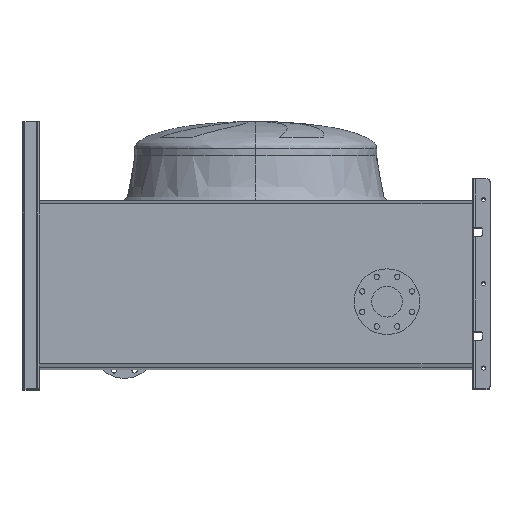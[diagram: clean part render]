
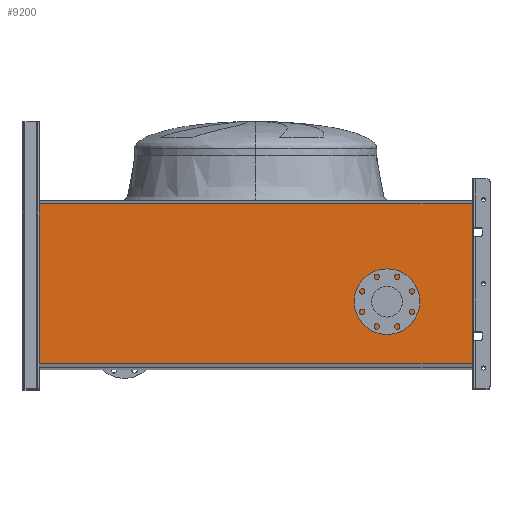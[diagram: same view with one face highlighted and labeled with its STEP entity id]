
A CAD part, top view. The second image highlights one B-rep face of the part: STEP entity #9200.
In plain terms, the highlighted planar face has unit normal (0, 0, 1).
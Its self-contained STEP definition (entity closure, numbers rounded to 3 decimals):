
#10 = FACE_OUTER_BOUND ( 'NONE', #11098, .T. ) ;
#528 = VERTEX_POINT ( 'NONE', #8479 ) ;
#705 = ORIENTED_EDGE ( 'NONE', *, *, #9898, .F. ) ;
#1101 = FACE_BOUND ( 'NONE', #3527, .T. ) ;
#1272 = CARTESIAN_POINT ( 'NONE',  ( 1334.262, 547.422, 240. ) ) ;
#1307 = VERTEX_POINT ( 'NONE', #10579 ) ;
#1420 = AXIS2_PLACEMENT_3D ( 'NONE', #4121, #3039, #10021 ) ;
#1635 = VERTEX_POINT ( 'NONE', #8775 ) ;
#2661 = ORIENTED_EDGE ( 'NONE', *, *, #9530, .T. ) ;
#3039 = DIRECTION ( 'NONE',  ( 0., 0., -1. ) ) ;
#3184 = PLANE ( 'NONE',  #10386 ) ;
#3270 = EDGE_CURVE ( 'NONE', #12274, #1635, #7590, .T. ) ;
#3527 = EDGE_LOOP ( 'NONE', ( #11338, #2661 ) ) ;
#3742 = LINE ( 'NONE', #5843, #4421 ) ;
#4121 = CARTESIAN_POINT ( 'NONE',  ( 440., 220., 240. ) ) ;
#4211 = CARTESIAN_POINT ( 'NONE',  ( 440., 274., 240. ) ) ;
#4421 = VECTOR ( 'NONE', #11441, 1000. ) ;
#4666 = DIRECTION ( 'NONE',  ( -1., 0., 0. ) ) ;
#4890 = EDGE_CURVE ( 'NONE', #1307, #6293, #7067, .T. ) ;
#5509 = DIRECTION ( 'NONE',  ( -1., 0., 0. ) ) ;
#5657 = CARTESIAN_POINT ( 'NONE',  ( 440., 220., 240. ) ) ;
#5843 = CARTESIAN_POINT ( 'NONE',  ( 1334.262, 12.578, 240. ) ) ;
#6210 = AXIS2_PLACEMENT_3D ( 'NONE', #5657, #10046, #13561 ) ;
#6293 = VERTEX_POINT ( 'NONE', #7769 ) ;
#6855 = ORIENTED_EDGE ( 'NONE', *, *, #12158, .F. ) ;
#6880 = DIRECTION ( 'NONE',  ( 0., -1., 0. ) ) ;
#7067 = LINE ( 'NONE', #9454, #12080 ) ;
#7590 = CIRCLE ( 'NONE', #6210, 54. ) ;
#7666 = DIRECTION ( 'NONE',  ( 0., 0., -1. ) ) ;
#7769 = CARTESIAN_POINT ( 'NONE',  ( -725., 12.578, 240. ) ) ;
#8228 = DIRECTION ( 'NONE',  ( 0., -1., 0. ) ) ;
#8479 = CARTESIAN_POINT ( 'NONE',  ( 725., 547.422, 240. ) ) ;
#8775 = CARTESIAN_POINT ( 'NONE',  ( 440., 166., 240. ) ) ;
#8835 = ORIENTED_EDGE ( 'NONE', *, *, #11746, .T. ) ;
#9052 = LINE ( 'NONE', #13423, #9523 ) ;
#9200 = ADVANCED_FACE ( 'NONE', ( #10, #1101 ), #3184, .F. ) ;
#9350 = ORIENTED_EDGE ( 'NONE', *, *, #4890, .T. ) ;
#9454 = CARTESIAN_POINT ( 'NONE',  ( -725., 12.578, 240. ) ) ;
#9483 = CARTESIAN_POINT ( 'NONE',  ( 725., 12.578, 240. ) ) ;
#9523 = VECTOR ( 'NONE', #6880, 1000. ) ;
#9530 = EDGE_CURVE ( 'NONE', #1635, #12274, #13376, .T. ) ;
#9898 = EDGE_CURVE ( 'NONE', #13204, #6293, #3742, .T. ) ;
#10021 = DIRECTION ( 'NONE',  ( -1., 0., 0. ) ) ;
#10046 = DIRECTION ( 'NONE',  ( 0., 0., -1. ) ) ;
#10386 = AXIS2_PLACEMENT_3D ( 'NONE', #14206, #7666, #5509 ) ;
#10579 = CARTESIAN_POINT ( 'NONE',  ( -725., 547.422, 240. ) ) ;
#10667 = VECTOR ( 'NONE', #4666, 1000. ) ;
#11098 = EDGE_LOOP ( 'NONE', ( #6855, #8835, #9350, #705 ) ) ;
#11145 = LINE ( 'NONE', #1272, #10667 ) ;
#11338 = ORIENTED_EDGE ( 'NONE', *, *, #3270, .T. ) ;
#11441 = DIRECTION ( 'NONE',  ( -1., 0., 0. ) ) ;
#11746 = EDGE_CURVE ( 'NONE', #528, #1307, #11145, .T. ) ;
#12080 = VECTOR ( 'NONE', #8228, 1000. ) ;
#12158 = EDGE_CURVE ( 'NONE', #528, #13204, #9052, .T. ) ;
#12274 = VERTEX_POINT ( 'NONE', #4211 ) ;
#13204 = VERTEX_POINT ( 'NONE', #9483 ) ;
#13376 = CIRCLE ( 'NONE', #1420, 54. ) ;
#13423 = CARTESIAN_POINT ( 'NONE',  ( 725., 12.578, 240. ) ) ;
#13561 = DIRECTION ( 'NONE',  ( -1., 0., 0. ) ) ;
#14206 = CARTESIAN_POINT ( 'NONE',  ( 1334.262, 12.578, 240. ) ) ;
